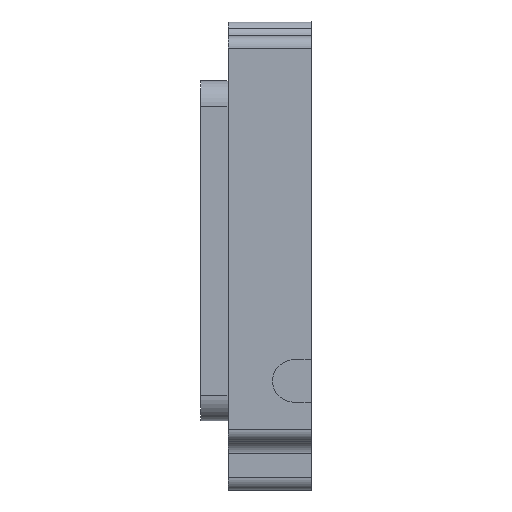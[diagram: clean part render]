
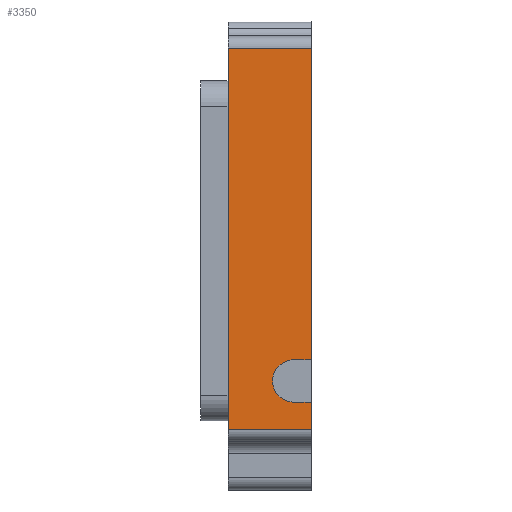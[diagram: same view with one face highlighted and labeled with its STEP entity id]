
A CAD part, front view. The second image highlights one B-rep face of the part: STEP entity #3350.
In plain terms, the highlighted planar face has unit normal (0, -1, 0).
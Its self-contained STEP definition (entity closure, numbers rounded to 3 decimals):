
#107=CIRCLE('',#3571,3.5);
#279=FACE_OUTER_BOUND('',#477,.T.);
#477=EDGE_LOOP('',(#2688,#2689,#2690,#2691,#2692,#2693,#2694,#2695));
#643=LINE('',#5089,#1029);
#647=LINE('',#5097,#1033);
#722=LINE('',#5306,#1108);
#796=LINE('',#5496,#1182);
#801=LINE('',#5508,#1187);
#802=LINE('',#5510,#1188);
#803=LINE('',#5513,#1189);
#1029=VECTOR('',#3793,10.);
#1033=VECTOR('',#3797,10.);
#1108=VECTOR('',#3960,10.);
#1182=VECTOR('',#4108,10.);
#1187=VECTOR('',#4123,10.);
#1188=VECTOR('',#4124,10.);
#1189=VECTOR('',#4127,10.);
#1428=VERTEX_POINT('',#5086);
#1429=VERTEX_POINT('',#5088);
#1432=VERTEX_POINT('',#5094);
#1433=VERTEX_POINT('',#5096);
#1521=VERTEX_POINT('',#5302);
#1523=VERTEX_POINT('',#5305);
#1605=VERTEX_POINT('',#5509);
#1606=VERTEX_POINT('',#5511);
#1798=EDGE_CURVE('',#1428,#1429,#643,.T.);
#1802=EDGE_CURVE('',#1432,#1433,#647,.T.);
#1907=EDGE_CURVE('',#1523,#1521,#722,.T.);
#2004=EDGE_CURVE('',#1523,#1428,#796,.T.);
#2010=EDGE_CURVE('',#1433,#1521,#801,.T.);
#2011=EDGE_CURVE('',#1432,#1605,#802,.T.);
#2012=EDGE_CURVE('',#1605,#1606,#107,.T.);
#2013=EDGE_CURVE('',#1606,#1429,#803,.T.);
#2688=ORIENTED_EDGE('',*,*,#1907,.T.);
#2689=ORIENTED_EDGE('',*,*,#2010,.F.);
#2690=ORIENTED_EDGE('',*,*,#1802,.F.);
#2691=ORIENTED_EDGE('',*,*,#2011,.T.);
#2692=ORIENTED_EDGE('',*,*,#2012,.T.);
#2693=ORIENTED_EDGE('',*,*,#2013,.T.);
#2694=ORIENTED_EDGE('',*,*,#1798,.F.);
#2695=ORIENTED_EDGE('',*,*,#2004,.F.);
#3203=PLANE('',#3570);
#3350=ADVANCED_FACE('',(#279),#3203,.T.);
#3570=AXIS2_PLACEMENT_3D('',#5507,#4121,#4122);
#3571=AXIS2_PLACEMENT_3D('',#5512,#4125,#4126);
#3793=DIRECTION('',(0.,0.,-1.));
#3797=DIRECTION('',(0.,0.,-1.));
#3960=DIRECTION('',(0.,0.,-1.));
#4108=DIRECTION('',(1.,0.,0.));
#4121=DIRECTION('center_axis',(0.,-1.,0.));
#4122=DIRECTION('ref_axis',(0.,0.,
-1.));
#4123=DIRECTION('',(-1.,0.,0.));
#4124=DIRECTION('',(-1.,0.,0.));
#4125=DIRECTION('center_axis',(0.,1.,0.));
#4126=DIRECTION('ref_axis',(1.,0.,0.));
#4127=DIRECTION('',(1.,0.,0.));
#5086=CARTESIAN_POINT('',(-656.94,7.899,634.322));
#5088=CARTESIAN_POINT('',(-656.94,7.899,582.768));
#5089=CARTESIAN_POINT('',(-656.94,7.899,634.237));
#5094=CARTESIAN_POINT('',(-656.94,7.899,575.768));
#5096=CARTESIAN_POINT('',(-656.94,7.899,571.237));
#5097=CARTESIAN_POINT('',(-656.94,7.899,634.237));
#5302=CARTESIAN_POINT('',(-670.7,7.899,571.237));
#5305=CARTESIAN_POINT('',(-670.7,7.899,634.322));
#5306=CARTESIAN_POINT('',(-670.7,7.899,616.529));
#5496=CARTESIAN_POINT('',(-671.75,7.899,634.322));
#5507=CARTESIAN_POINT('Origin',(-671.75,7.899,632.237));
#5508=CARTESIAN_POINT('',(-669.245,7.899,571.237));
#5509=CARTESIAN_POINT('',(-659.85,7.899,575.768));
#5510=CARTESIAN_POINT('',(-664.345,7.899,575.768));
#5511=CARTESIAN_POINT('',(-659.85,7.899,582.768));
#5512=CARTESIAN_POINT('Origin',(-659.85,7.899,579.268));
#5513=CARTESIAN_POINT('',(-665.8,7.899,582.768));
